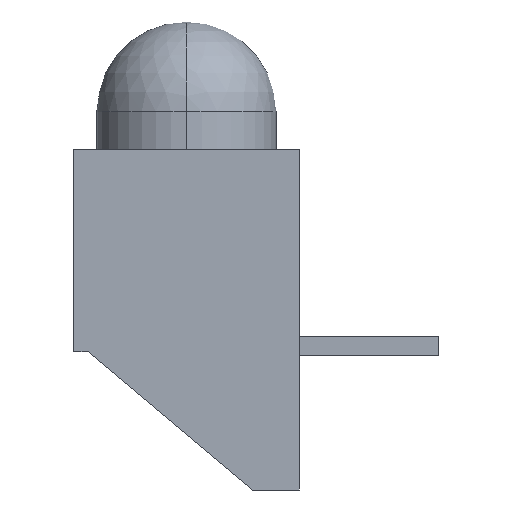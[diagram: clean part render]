
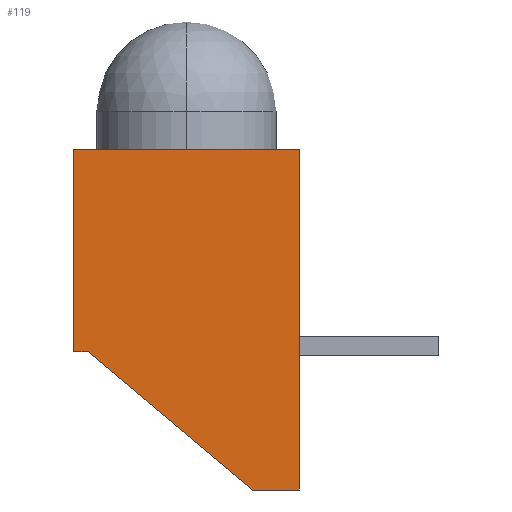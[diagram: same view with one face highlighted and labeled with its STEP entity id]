
A CAD part, left-side view. The second image highlights one B-rep face of the part: STEP entity #119.
In plain terms, the highlighted planar face has unit normal (-1, 0, 0).
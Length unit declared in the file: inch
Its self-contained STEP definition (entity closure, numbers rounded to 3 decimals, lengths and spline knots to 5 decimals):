
#5=DIRECTION('',(0.,1.,0.));
#6=VECTOR('',#5,0.015);
#7=CARTESIAN_POINT('',(0.,0.22,-0.211));
#8=LINE('',#7,#6);
#17=DIRECTION('',(0.,0.,-1.));
#18=VECTOR('',#17,0.355);
#19=CARTESIAN_POINT('',(0.,0.,0.));
#20=LINE('',#19,#18);
#21=DIRECTION('',(0.,1.,0.));
#22=VECTOR('',#21,0.04839);
#23=CARTESIAN_POINT('',(0.,0.,-0.355));
#24=LINE('',#23,#22);
#25=DIRECTION('',(0.,-0.766,-0.643));
#26=VECTOR('',#25,0.22402);
#27=CARTESIAN_POINT('',(0.,0.22,-0.211));
#28=LINE('',#27,#26);
#29=DIRECTION('',(0.,0.,1.));
#30=VECTOR('',#29,0.211);
#31=CARTESIAN_POINT('',(0.,0.235,-0.211));
#32=LINE('',#31,#30);
#33=DIRECTION('',(0.,-1.,0.));
#34=VECTOR('',#33,0.235);
#35=CARTESIAN_POINT('',(0.,0.235,0.));
#36=LINE('',#35,#34);
#61=CARTESIAN_POINT('',(0.,0.,0.));
#62=CARTESIAN_POINT('',(0.,0.235,0.));
#63=VERTEX_POINT('',#61);
#64=VERTEX_POINT('',#62);
#65=CARTESIAN_POINT('',(0.,0.235,-0.211));
#66=VERTEX_POINT('',#65);
#73=CARTESIAN_POINT('',(0.,0.04839,-0.355));
#74=CARTESIAN_POINT('',(0.,0.,-0.355));
#75=VERTEX_POINT('',#73);
#76=VERTEX_POINT('',#74);
#77=CARTESIAN_POINT('',(0.,0.22,-0.211));
#78=VERTEX_POINT('',#77);
#101=CARTESIAN_POINT('',(0.,0.,0.));
#102=DIRECTION('',(-1.,0.,0.));
#103=DIRECTION('',(0.,1.,0.));
#104=AXIS2_PLACEMENT_3D('',#101,#102,#103);
#105=PLANE('',#104);
#107=ORIENTED_EDGE('',*,*,#106,.T.);
#109=ORIENTED_EDGE('',*,*,#108,.T.);
#111=ORIENTED_EDGE('',*,*,#110,.F.);
#112=ORIENTED_EDGE('',*,*,#92,.T.);
#114=ORIENTED_EDGE('',*,*,#113,.T.);
#116=ORIENTED_EDGE('',*,*,#115,.T.);
#117=EDGE_LOOP('',(#107,#109,#111,#112,#114,#116));
#118=FACE_OUTER_BOUND('',#117,.F.);
#119=ADVANCED_FACE('',(#118),#105,.T.);
#92=EDGE_CURVE('',#78,#66,#8,.T.);
#106=EDGE_CURVE('',#63,#76,#20,.T.);
#108=EDGE_CURVE('',#76,#75,#24,.T.);
#110=EDGE_CURVE('',#78,#75,#28,.T.);
#113=EDGE_CURVE('',#66,#64,#32,.T.);
#115=EDGE_CURVE('',#64,#63,#36,.T.);
